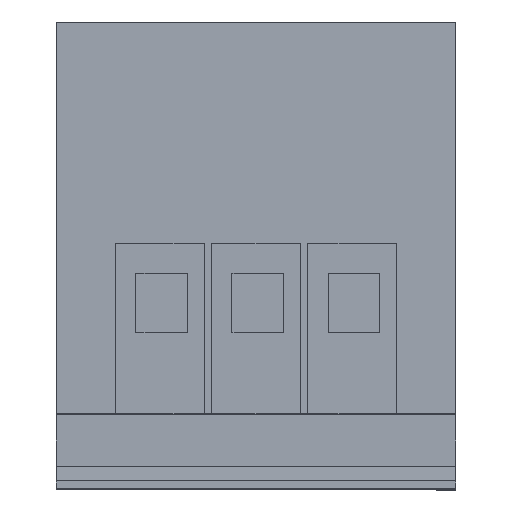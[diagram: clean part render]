
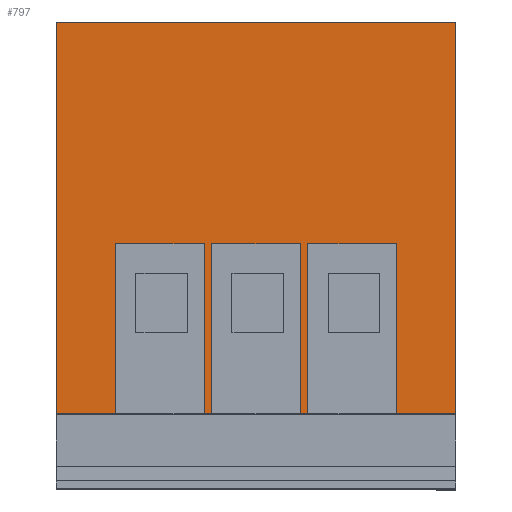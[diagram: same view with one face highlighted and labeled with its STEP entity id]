
A CAD part, top view. The second image highlights one B-rep face of the part: STEP entity #797.
In plain terms, the highlighted face is planar.
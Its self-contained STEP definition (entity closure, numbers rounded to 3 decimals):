
#122=CARTESIAN_POINT('',(0.0,25.,7.));
#123=VERTEX_POINT('',#122);
#130=CARTESIAN_POINT('',(0.0,2.,7.));
#131=VERTEX_POINT('',#130);
#132=CARTESIAN_POINT('',(0.0,2.,7.));
#133=DIRECTION('',(0.0,1.0,0.0));
#134=VECTOR('',#133,23.);
#135=LINE('',#132,#134);
#136=EDGE_CURVE('',#131,#123,#135,.T.);
#161=CARTESIAN_POINT('',(0.0,2.,19.));
#162=VERTEX_POINT('',#161);
#163=CARTESIAN_POINT('',(0.0,2.,19.));
#164=DIRECTION('',(0.0,0.0,-1.0));
#165=VECTOR('',#164,12.);
#166=LINE('',#163,#165);
#167=EDGE_CURVE('',#162,#131,#166,.T.);
#192=CARTESIAN_POINT('',(0.0,25.,19.));
#193=VERTEX_POINT('',#192);
#194=CARTESIAN_POINT('',(0.0,25.,19.));
#195=DIRECTION('',(0.0,-1.0,0.0));
#196=VECTOR('',#195,23.);
#197=LINE('',#194,#196);
#198=EDGE_CURVE('',#193,#162,#197,.T.);
#275=CARTESIAN_POINT('',(0.0,25.,-6.));
#276=VERTEX_POINT('',#275);
#283=CARTESIAN_POINT('',(0.0,2.,-6.));
#284=VERTEX_POINT('',#283);
#285=CARTESIAN_POINT('',(0.0,2.,-6.));
#286=DIRECTION('',(0.0,1.0,0.0));
#287=VECTOR('',#286,23.0);
#288=LINE('',#285,#287);
#289=EDGE_CURVE('',#284,#276,#288,.T.);
#314=CARTESIAN_POINT('',(0.0,2.,6.));
#315=VERTEX_POINT('',#314);
#316=CARTESIAN_POINT('',(0.0,2.,6.));
#317=DIRECTION('',(0.0,0.0,-1.0));
#318=VECTOR('',#317,12.);
#319=LINE('',#316,#318);
#320=EDGE_CURVE('',#315,#284,#319,.T.);
#345=CARTESIAN_POINT('',(0.0,25.,6.));
#346=VERTEX_POINT('',#345);
#347=CARTESIAN_POINT('',(0.0,25.,6.));
#348=DIRECTION('',(0.0,-1.0,0.0));
#349=VECTOR('',#348,23.);
#350=LINE('',#347,#349);
#351=EDGE_CURVE('',#346,#315,#350,.T.);
#428=CARTESIAN_POINT('',(0.0,25.,-19.));
#429=VERTEX_POINT('',#428);
#436=CARTESIAN_POINT('',(0.0,2.,-19.0));
#437=VERTEX_POINT('',#436);
#438=CARTESIAN_POINT('',(0.0,2.,-19.0));
#439=DIRECTION('',(0.0,1.0,0.0));
#440=VECTOR('',#439,23.0);
#441=LINE('',#438,#440);
#442=EDGE_CURVE('',#437,#429,#441,.T.);
#467=CARTESIAN_POINT('',(0.0,2.,-7.));
#468=VERTEX_POINT('',#467);
#469=CARTESIAN_POINT('',(0.0,2.,-7.));
#470=DIRECTION('',(0.0,0.0,-1.0));
#471=VECTOR('',#470,12.);
#472=LINE('',#469,#471);
#473=EDGE_CURVE('',#468,#437,#472,.T.);
#498=CARTESIAN_POINT('',(0.0,25.,-7.));
#499=VERTEX_POINT('',#498);
#500=CARTESIAN_POINT('',(0.0,25.,-7.));
#501=DIRECTION('',(0.0,-1.0,0.0));
#502=VECTOR('',#501,23.);
#503=LINE('',#500,#502);
#504=EDGE_CURVE('',#499,#468,#503,.T.);
#731=CARTESIAN_POINT('',(0.0,-28.,0.0));
#732=DIRECTION('',(-1.0,0.0,0.0));
#733=DIRECTION('',(0.0,0.0,1.0));
#734=AXIS2_PLACEMENT_3D('',#731,#732,#733);
#735=PLANE('',#734);
#736=ORIENTED_EDGE('',*,*,#198,.T.);
#737=ORIENTED_EDGE('',*,*,#167,.T.);
#738=ORIENTED_EDGE('',*,*,#136,.T.);
#739=CARTESIAN_POINT('',(0.0,25.0,6.));
#740=DIRECTION('',(0.0,0.0,1.0));
#741=VECTOR('',#740,1.);
#742=LINE('',#739,#741);
#743=EDGE_CURVE('',#346,#123,#742,.T.);
#744=ORIENTED_EDGE('',*,*,#743,.F.);
#745=ORIENTED_EDGE('',*,*,#351,.T.);
#746=ORIENTED_EDGE('',*,*,#320,.T.);
#747=ORIENTED_EDGE('',*,*,#289,.T.);
#748=CARTESIAN_POINT('',(0.0,25.0,-7.));
#749=DIRECTION('',(0.0,0.0,1.0));
#750=VECTOR('',#749,1.);
#751=LINE('',#748,#750);
#752=EDGE_CURVE('',#499,#276,#751,.T.);
#753=ORIENTED_EDGE('',*,*,#752,.F.);
#754=ORIENTED_EDGE('',*,*,#504,.T.);
#755=ORIENTED_EDGE('',*,*,#473,.T.);
#756=ORIENTED_EDGE('',*,*,#442,.T.);
#757=CARTESIAN_POINT('',(0.0,25.0,-27.0));
#758=VERTEX_POINT('',#757);
#759=CARTESIAN_POINT('',(0.0,25.0,-27.0));
#760=DIRECTION('',(0.0,0.0,1.0));
#761=VECTOR('',#760,8.);
#762=LINE('',#759,#761);
#763=EDGE_CURVE('',#758,#429,#762,.T.);
#764=ORIENTED_EDGE('',*,*,#763,.F.);
#765=CARTESIAN_POINT('',(0.0,-28.,-27.0));
#766=VERTEX_POINT('',#765);
#767=CARTESIAN_POINT('',(0.0,25.0,-27.0));
#768=DIRECTION('',(0.0,-1.0,0.0));
#769=VECTOR('',#768,53.0);
#770=LINE('',#767,#769);
#771=EDGE_CURVE('',#758,#766,#770,.T.);
#772=ORIENTED_EDGE('',*,*,#771,.T.);
#773=CARTESIAN_POINT('',(0.0,-28.,27.0));
#774=VERTEX_POINT('',#773);
#775=CARTESIAN_POINT('',(0.0,-28.,-27.0));
#776=DIRECTION('',(0.0,0.0,1.0));
#777=VECTOR('',#776,54.0);
#778=LINE('',#775,#777);
#779=EDGE_CURVE('',#766,#774,#778,.T.);
#780=ORIENTED_EDGE('',*,*,#779,.T.);
#781=CARTESIAN_POINT('',(0.0,25.0,27.0));
#782=VERTEX_POINT('',#781);
#783=CARTESIAN_POINT('',(0.0,-28.,27.0));
#784=DIRECTION('',(0.0,1.0,0.0));
#785=VECTOR('',#784,53.);
#786=LINE('',#783,#785);
#787=EDGE_CURVE('',#774,#782,#786,.T.);
#788=ORIENTED_EDGE('',*,*,#787,.T.);
#789=CARTESIAN_POINT('',(0.0,25.0,19.));
#790=DIRECTION('',(0.0,0.0,1.0));
#791=VECTOR('',#790,8.);
#792=LINE('',#789,#791);
#793=EDGE_CURVE('',#193,#782,#792,.T.);
#794=ORIENTED_EDGE('',*,*,#793,.F.);
#795=EDGE_LOOP('',(#736,#737,#738,#744,#745,#746,#747,#753,#754,#755,#756,#764,#772,#780,#788,#794));
#796=FACE_OUTER_BOUND('',#795,.T.);
#797=ADVANCED_FACE('',(#796),#735,.T.);
